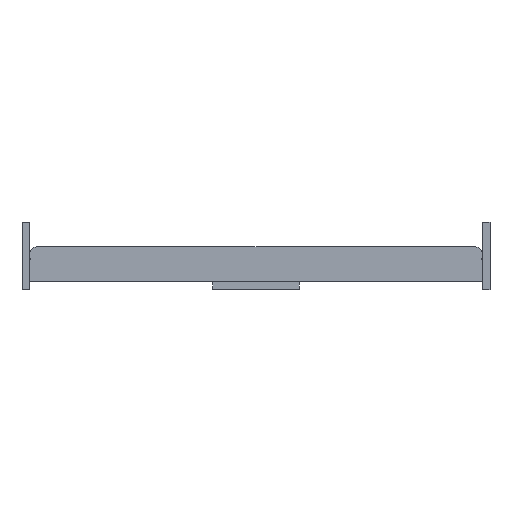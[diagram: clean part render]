
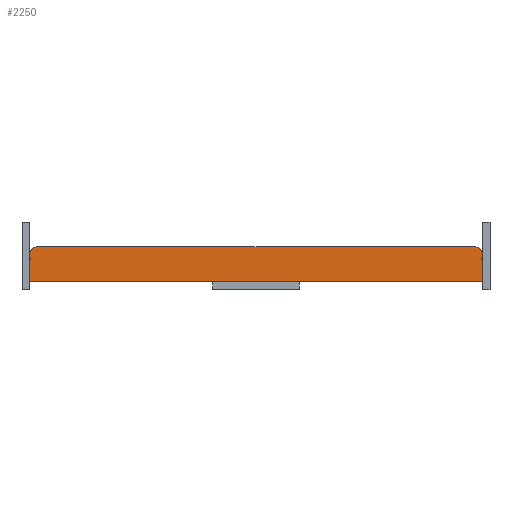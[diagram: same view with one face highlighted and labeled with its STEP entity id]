
A CAD part, front view. The second image highlights one B-rep face of the part: STEP entity #2250.
In plain terms, the highlighted planar face has unit normal (0, -1, 0).
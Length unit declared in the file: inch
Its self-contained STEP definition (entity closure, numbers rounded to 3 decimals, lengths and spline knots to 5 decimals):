
#79=PLANE('',#2419);
#152=FACE_OUTER_BOUND('',#280,.T.);
#280=EDGE_LOOP('',(#1537,#1538,#1539,#1540,#1541,#1542,#1543,#1544,#1545,
#1546,#1547,#1548,#1549,#1550,#1551,#1552,#1553,#1554));
#436=CIRCLE('',#2418,0.125);
#437=CIRCLE('',#2420,0.125);
#438=CIRCLE('',#2421,0.75);
#439=CIRCLE('',#2422,0.75);
#440=CIRCLE('',#2423,0.125);
#441=CIRCLE('',#2424,0.125);
#549=LINE('',#3398,#767);
#550=LINE('',#3400,#768);
#551=LINE('',#3402,#769);
#552=LINE('',#3406,#770);
#553=LINE('',#3410,#771);
#554=LINE('',#3414,#772);
#555=LINE('',#3418,#773);
#556=LINE('',#3420,#774);
#557=LINE('',#3422,#775);
#558=LINE('',#3426,#776);
#559=LINE('',#3428,#777);
#560=LINE('',#3429,#778);
#767=VECTOR('',#2679,0.3937);
#768=VECTOR('',#2680,0.3937);
#769=VECTOR('',#2681,0.3937);
#770=VECTOR('',#2684,0.3937);
#771=VECTOR('',#2687,0.3937);
#772=VECTOR('',#2690,0.3937);
#773=VECTOR('',#2693,0.3937);
#774=VECTOR('',#2694,0.3937);
#775=VECTOR('',#2695,0.3937);
#776=VECTOR('',#2698,0.3937);
#777=VECTOR('',#2699,0.3937);
#778=VECTOR('',#2700,0.3937);
#984=VERTEX_POINT('',#3389);
#986=VERTEX_POINT('',#3393);
#987=VERTEX_POINT('',#3397);
#988=VERTEX_POINT('',#3399);
#989=VERTEX_POINT('',#3401);
#990=VERTEX_POINT('',#3403);
#991=VERTEX_POINT('',#3405);
#992=VERTEX_POINT('',#3407);
#993=VERTEX_POINT('',#3409);
#994=VERTEX_POINT('',#3411);
#995=VERTEX_POINT('',#3413);
#996=VERTEX_POINT('',#3415);
#997=VERTEX_POINT('',#3417);
#998=VERTEX_POINT('',#3419);
#999=VERTEX_POINT('',#3421);
#1000=VERTEX_POINT('',#3423);
#1001=VERTEX_POINT('',#3425);
#1002=VERTEX_POINT('',#3427);
#1206=EDGE_CURVE('',#984,#986,#436,.T.);
#1207=EDGE_CURVE('',#986,#987,#549,.T.);
#1208=EDGE_CURVE('',#987,#988,#550,.T.);
#1209=EDGE_CURVE('',#988,#989,#551,.T.);
#1210=EDGE_CURVE('',#989,#990,#437,.T.);
#1211=EDGE_CURVE('',#990,#991,#552,.T.);
#1212=EDGE_CURVE('',#992,#991,#438,.T.);
#1213=EDGE_CURVE('',#992,#993,#553,.T.);
#1214=EDGE_CURVE('',#994,#993,#439,.T.);
#1215=EDGE_CURVE('',#994,#995,#554,.T.);
#1216=EDGE_CURVE('',#995,#996,#440,.T.);
#1217=EDGE_CURVE('',#996,#997,#555,.T.);
#1218=EDGE_CURVE('',#997,#998,#556,.T.);
#1219=EDGE_CURVE('',#998,#999,#557,.T.);
#1220=EDGE_CURVE('',#999,#1000,#441,.T.);
#1221=EDGE_CURVE('',#1000,#1001,#558,.T.);
#1222=EDGE_CURVE('',#1002,#1001,#559,.T.);
#1223=EDGE_CURVE('',#984,#1002,#560,.T.);
#1537=ORIENTED_EDGE('',*,*,#1206,.T.);
#1538=ORIENTED_EDGE('',*,*,#1207,.T.);
#1539=ORIENTED_EDGE('',*,*,#1208,.T.);
#1540=ORIENTED_EDGE('',*,*,#1209,.T.);
#1541=ORIENTED_EDGE('',*,*,#1210,.T.);
#1542=ORIENTED_EDGE('',*,*,#1211,.T.);
#1543=ORIENTED_EDGE('',*,*,#1212,.F.);
#1544=ORIENTED_EDGE('',*,*,#1213,.T.);
#1545=ORIENTED_EDGE('',*,*,#1214,.F.);
#1546=ORIENTED_EDGE('',*,*,#1215,.T.);
#1547=ORIENTED_EDGE('',*,*,#1216,.T.);
#1548=ORIENTED_EDGE('',*,*,#1217,.T.);
#1549=ORIENTED_EDGE('',*,*,#1218,.T.);
#1550=ORIENTED_EDGE('',*,*,#1219,.T.);
#1551=ORIENTED_EDGE('',*,*,#1220,.T.);
#1552=ORIENTED_EDGE('',*,*,#1221,.T.);
#1553=ORIENTED_EDGE('',*,*,#1222,.F.);
#1554=ORIENTED_EDGE('',*,*,#1223,.F.);
#2250=ADVANCED_FACE('',(#152),#79,.T.);
#2418=AXIS2_PLACEMENT_3D('',#3395,#2675,#2676);
#2419=AXIS2_PLACEMENT_3D('',#3396,#2677,#2678);
#2420=AXIS2_PLACEMENT_3D('',#3404,#2682,#2683);
#2421=AXIS2_PLACEMENT_3D('',#3408,#2685,#2686);
#2422=AXIS2_PLACEMENT_3D('',#3412,#2688,#2689);
#2423=AXIS2_PLACEMENT_3D('',#3416,#2691,#2692);
#2424=AXIS2_PLACEMENT_3D('',#3424,#2696,#2697);
#2675=DIRECTION('center_axis',(0.,1.,0.));
#2676=DIRECTION('ref_axis',(-1.,0.,0.));
#2677=DIRECTION('center_axis',(0.,-1.,0.));
#2678=DIRECTION('ref_axis',(0.,0.,-1.));
#2679=DIRECTION('',(1.,0.,0.));
#2680=DIRECTION('',(0.,0.,1.));
#2681=DIRECTION('',(-1.,0.,0.));
#2682=DIRECTION('center_axis',(0.,1.,0.));
#2683=DIRECTION('ref_axis',(-1.,0.,0.));
#2684=DIRECTION('',(0.,0.,1.));
#2685=DIRECTION('center_axis',(0.,1.,0.));
#2686=DIRECTION('ref_axis',(0.707,0.,0.707));
#2687=DIRECTION('',(-1.,0.,0.));
#2688=DIRECTION('center_axis',(0.,1.,0.));
#2689=DIRECTION('ref_axis',(-0.707,0.,0.707));
#2690=DIRECTION('',(0.,0.,-1.));
#2691=DIRECTION('center_axis',(0.,1.,0.));
#2692=DIRECTION('ref_axis',(-1.,0.,0.));
#2693=DIRECTION('',(-1.,0.,0.));
#2694=DIRECTION('',(0.,0.,-1.));
#2695=DIRECTION('',(1.,0.,0.));
#2696=DIRECTION('center_axis',(0.,1.,0.));
#2697=DIRECTION('ref_axis',(1.,0.,0.));
#2698=DIRECTION('',(0.,0.,-1.));
#2699=DIRECTION('',(-1.,0.,0.));
#2700=DIRECTION('',(0.,0.,-1.));
#3389=CARTESIAN_POINT('',(24.,-0.25,-0.17678));
#3393=CARTESIAN_POINT('',(24.17678,-0.25,0.));
#3395=CARTESIAN_POINT('Origin',(24.08839,-0.25,-0.08839));
#3396=CARTESIAN_POINT('Origin',(21.,-0.25,1.625));
#3397=CARTESIAN_POINT('',(42.72,-0.25,0.));
#3398=CARTESIAN_POINT('',(-0.72,-0.25,0.));
#3399=CARTESIAN_POINT('',(42.72,-0.25,2.));
#3400=CARTESIAN_POINT('',(42.72,-0.25,0.));
#3401=CARTESIAN_POINT('',(42.17678,-0.25,2.));
#3402=CARTESIAN_POINT('',(42.72,-0.25,2.));
#3403=CARTESIAN_POINT('',(42.,-0.25,2.17678));
#3404=CARTESIAN_POINT('Origin',(42.08839,-0.25,2.08839));
#3405=CARTESIAN_POINT('',(42.,-0.25,2.5));
#3406=CARTESIAN_POINT('',(42.,-0.25,2.));
#3407=CARTESIAN_POINT('',(41.25,-0.25,3.25));
#3408=CARTESIAN_POINT('Origin',(41.25,-0.25,2.5));
#3409=CARTESIAN_POINT('',(0.75,-0.25,3.25));
#3410=CARTESIAN_POINT('',(42.,-0.25,3.25));
#3411=CARTESIAN_POINT('',(0.,-0.25,2.5));
#3412=CARTESIAN_POINT('Origin',(0.75,-0.25,2.5));
#3413=CARTESIAN_POINT('',(0.,-0.25,2.17678));
#3414=CARTESIAN_POINT('',(0.,-0.25,3.25));
#3415=CARTESIAN_POINT('',(-0.17678,-0.25,2.));
#3416=CARTESIAN_POINT('Origin',(-0.08839,-0.25,2.08839));
#3417=CARTESIAN_POINT('',(-0.72,-0.25,2.));
#3418=CARTESIAN_POINT('',(0.,-0.25,2.));
#3419=CARTESIAN_POINT('',(-0.72,-0.25,0.));
#3420=CARTESIAN_POINT('',(-0.72,-0.25,2.));
#3421=CARTESIAN_POINT('',(17.82322,-0.25,0.));
#3422=CARTESIAN_POINT('',(-0.72,-0.25,0.));
#3423=CARTESIAN_POINT('',(18.,-0.25,-0.17678));
#3424=CARTESIAN_POINT('Origin',(17.91161,-0.25,-0.08839));
#3425=CARTESIAN_POINT('',(18.,-0.25,-0.72));
#3426=CARTESIAN_POINT('',(18.,-0.25,0.));
#3427=CARTESIAN_POINT('',(24.,-0.25,-0.72));
#3428=CARTESIAN_POINT('',(18.,-0.25,-0.72));
#3429=CARTESIAN_POINT('',(24.,-0.25,0.));
